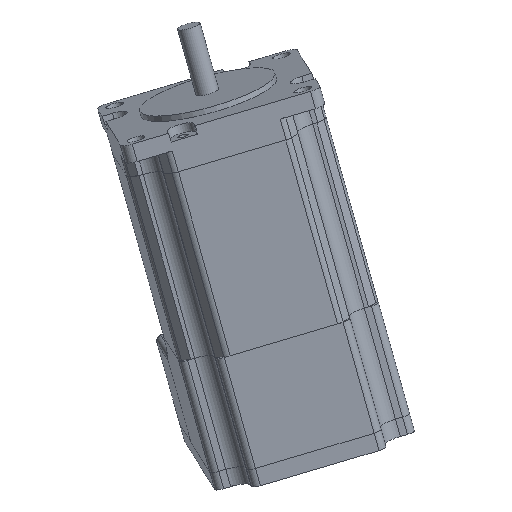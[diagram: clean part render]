
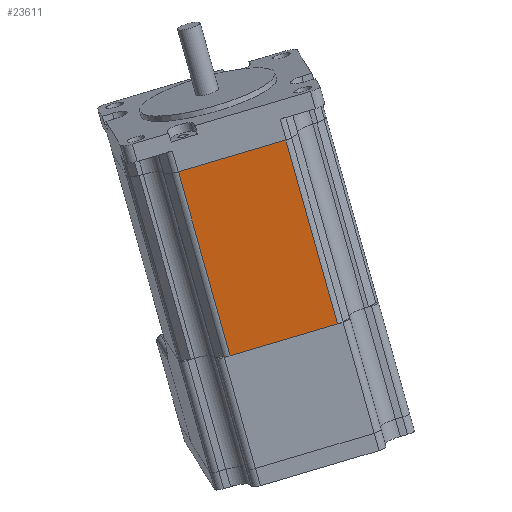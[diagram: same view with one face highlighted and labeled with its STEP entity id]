
A CAD part, top view. The second image highlights one B-rep face of the part: STEP entity #23611.
In plain terms, the highlighted planar face has unit normal (0.122, -0.196, 0.973).
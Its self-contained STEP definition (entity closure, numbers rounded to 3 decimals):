
#18982=CARTESIAN_POINT('',(-45.586,109.037,-132.498));
#18983=VERTEX_POINT('',#18982);
#19083=CARTESIAN_POINT('',(-74.659,100.435,-130.591));
#19084=VERTEX_POINT('',#19083);
#20271=CARTESIAN_POINT('',(-45.586,109.037,-132.498));
#20272=DIRECTION('',(-0.957,-0.283,0.063));
#20273=VECTOR('',#20272,30.378);
#20274=LINE('',#20271,#20273);
#20275=EDGE_CURVE('',#18983,#19084,#20274,.T.);
#23562=CARTESIAN_POINT('',(-88.612,150.197,-118.843));
#23563=VERTEX_POINT('',#23562);
#23564=CARTESIAN_POINT('',(-74.659,100.435,-130.591));
#23565=DIRECTION('',(-0.263,0.939,0.222));
#23566=VECTOR('',#23565,53.);
#23567=LINE('',#23564,#23566);
#23568=EDGE_CURVE('',#19084,#23563,#23567,.T.);
#23588=CARTESIAN_POINT('',(-33.135,112.721,-133.314));
#23589=DIRECTION('',(0.122,-0.196,0.973));
#23590=DIRECTION('',(0.263,-0.939,-0.222));
#23591=AXIS2_PLACEMENT_3D('',#23588,#23589,#23590);
#23592=PLANE('',#23591);
#23593=ORIENTED_EDGE('',*,*,#23568,.F.);
#23594=ORIENTED_EDGE('',*,*,#20275,.F.);
#23595=CARTESIAN_POINT('',(-59.539,158.799,-120.75));
#23596=VERTEX_POINT('',#23595);
#23597=CARTESIAN_POINT('',(-59.539,158.799,-120.75));
#23598=DIRECTION('',(0.263,-0.939,-0.222));
#23599=VECTOR('',#23598,53.);
#23600=LINE('',#23597,#23599);
#23601=EDGE_CURVE('',#23596,#18983,#23600,.T.);
#23602=ORIENTED_EDGE('',*,*,#23601,.F.);
#23603=CARTESIAN_POINT('',(-59.539,158.799,-120.75));
#23604=DIRECTION('',(-0.957,-0.283,0.063));
#23605=VECTOR('',#23604,30.378);
#23606=LINE('',#23603,#23605);
#23607=EDGE_CURVE('',#23596,#23563,#23606,.T.);
#23608=ORIENTED_EDGE('',*,*,#23607,.T.);
#23609=EDGE_LOOP('',(#23593,#23594,#23602,#23608));
#23610=FACE_OUTER_BOUND('',#23609,.T.);
#23611=ADVANCED_FACE('',(#23610),#23592,.T.);
